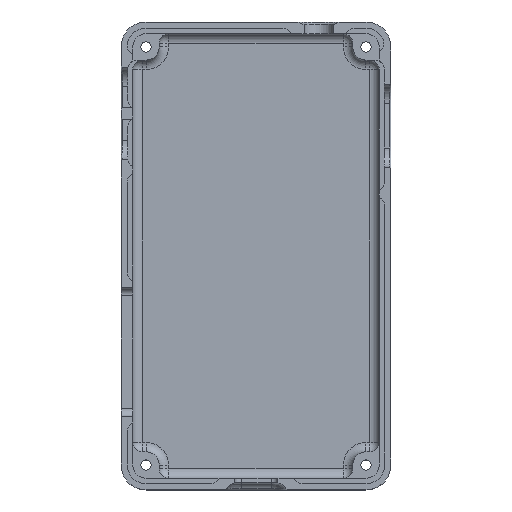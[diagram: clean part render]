
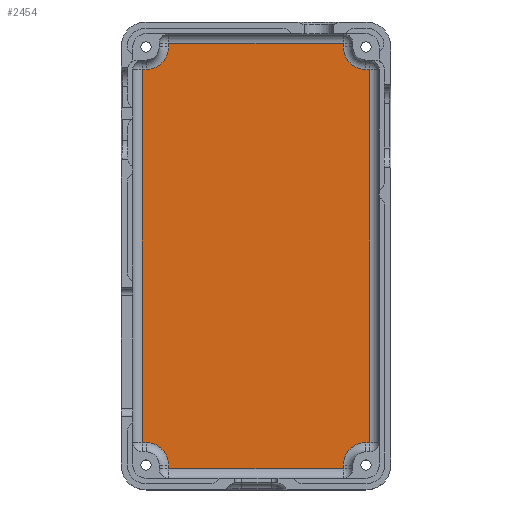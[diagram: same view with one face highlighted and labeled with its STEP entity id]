
A CAD part, top view. The second image highlights one B-rep face of the part: STEP entity #2454.
In plain terms, the highlighted planar face has unit normal (0, 0, 1).
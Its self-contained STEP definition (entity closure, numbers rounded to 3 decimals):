
#1232 = VERTEX_POINT('',#1233);
#1233 = CARTESIAN_POINT('',(18.6,45.275,-9.6));
#1240 = EDGE_CURVE('',#1232,#1241,#1243,.T.);
#1241 = VERTEX_POINT('',#1242);
#1242 = CARTESIAN_POINT('',(-18.6,45.275,-9.6));
#1243 = LINE('',#1244,#1245);
#1244 = CARTESIAN_POINT('',(18.6,45.275,-9.6));
#1245 = VECTOR('',#1246,1.);
#1246 = DIRECTION('',(-1.,0.,0.));
#2287 = VERTEX_POINT('',#2288);
#2288 = CARTESIAN_POINT('',(24.2,39.675,-9.6));
#2312 = VERTEX_POINT('',#2313);
#2313 = CARTESIAN_POINT('',(24.2,-39.675,-9.6));
#2320 = EDGE_CURVE('',#2312,#2287,#2321,.T.);
#2321 = LINE('',#2322,#2323);
#2322 = CARTESIAN_POINT('',(24.2,-39.675,-9.6));
#2323 = VECTOR('',#2324,1.);
#2324 = DIRECTION('',(0.,1.,0.));
#2454 = ADVANCED_FACE('',(#2455),#2571,.T.);
#2455 = FACE_BOUND('',#2456,.T.);
#2456 = EDGE_LOOP('',(#2457,#2458,#2466,#2475,#2483,#2491,#2499,#2508,
    #2516,#2524,#2532,#2541,#2547,#2548,#2556,#2565));
#2457 = ORIENTED_EDGE('',*,*,#1240,.T.);
#2458 = ORIENTED_EDGE('',*,*,#2459,.T.);
#2459 = EDGE_CURVE('',#1241,#2460,#2462,.T.);
#2460 = VERTEX_POINT('',#2461);
#2461 = CARTESIAN_POINT('',(-18.6,44.475,-9.6));
#2462 = LINE('',#2463,#2464);
#2463 = CARTESIAN_POINT('',(-18.6,45.275,-9.6));
#2464 = VECTOR('',#2465,1.);
#2465 = DIRECTION('',(-0.,-1.,-0.));
#2466 = ORIENTED_EDGE('',*,*,#2467,.T.);
#2467 = EDGE_CURVE('',#2460,#2468,#2470,.T.);
#2468 = VERTEX_POINT('',#2469);
#2469 = CARTESIAN_POINT('',(-23.4,39.675,-9.6));
#2470 = CIRCLE('',#2471,4.8);
#2471 = AXIS2_PLACEMENT_3D('',#2472,#2473,#2474);
#2472 = CARTESIAN_POINT('',(-23.4,44.475,-9.6));
#2473 = DIRECTION('',(0.,0.,-1.));
#2474 = DIRECTION('',(1.,0.,0.));
#2475 = ORIENTED_EDGE('',*,*,#2476,.T.);
#2476 = EDGE_CURVE('',#2468,#2477,#2479,.T.);
#2477 = VERTEX_POINT('',#2478);
#2478 = CARTESIAN_POINT('',(-24.2,39.675,-9.6));
#2479 = LINE('',#2480,#2481);
#2480 = CARTESIAN_POINT('',(-23.4,39.675,-9.6));
#2481 = VECTOR('',#2482,1.);
#2482 = DIRECTION('',(-1.,-0.,-0.));
#2483 = ORIENTED_EDGE('',*,*,#2484,.T.);
#2484 = EDGE_CURVE('',#2477,#2485,#2487,.T.);
#2485 = VERTEX_POINT('',#2486);
#2486 = CARTESIAN_POINT('',(-24.2,-39.675,-9.6));
#2487 = LINE('',#2488,#2489);
#2488 = CARTESIAN_POINT('',(-24.2,39.675,-9.6));
#2489 = VECTOR('',#2490,1.);
#2490 = DIRECTION('',(0.,-1.,0.));
#2491 = ORIENTED_EDGE('',*,*,#2492,.T.);
#2492 = EDGE_CURVE('',#2485,#2493,#2495,.T.);
#2493 = VERTEX_POINT('',#2494);
#2494 = CARTESIAN_POINT('',(-23.4,-39.675,-9.6));
#2495 = LINE('',#2496,#2497);
#2496 = CARTESIAN_POINT('',(-24.2,-39.675,-9.6));
#2497 = VECTOR('',#2498,1.);
#2498 = DIRECTION('',(1.,0.,0.));
#2499 = ORIENTED_EDGE('',*,*,#2500,.T.);
#2500 = EDGE_CURVE('',#2493,#2501,#2503,.T.);
#2501 = VERTEX_POINT('',#2502);
#2502 = CARTESIAN_POINT('',(-18.6,-44.475,-9.6));
#2503 = CIRCLE('',#2504,4.8);
#2504 = AXIS2_PLACEMENT_3D('',#2505,#2506,#2507);
#2505 = CARTESIAN_POINT('',(-23.4,-44.475,-9.6));
#2506 = DIRECTION('',(0.,0.,-1.));
#2507 = DIRECTION('',(0.,1.,0.));
#2508 = ORIENTED_EDGE('',*,*,#2509,.T.);
#2509 = EDGE_CURVE('',#2501,#2510,#2512,.T.);
#2510 = VERTEX_POINT('',#2511);
#2511 = CARTESIAN_POINT('',(-18.6,-45.275,-9.6));
#2512 = LINE('',#2513,#2514);
#2513 = CARTESIAN_POINT('',(-18.6,-44.475,-9.6));
#2514 = VECTOR('',#2515,1.);
#2515 = DIRECTION('',(-0.,-1.,-0.));
#2516 = ORIENTED_EDGE('',*,*,#2517,.T.);
#2517 = EDGE_CURVE('',#2510,#2518,#2520,.T.);
#2518 = VERTEX_POINT('',#2519);
#2519 = CARTESIAN_POINT('',(18.6,-45.275,-9.6));
#2520 = LINE('',#2521,#2522);
#2521 = CARTESIAN_POINT('',(-18.6,-45.275,-9.6));
#2522 = VECTOR('',#2523,1.);
#2523 = DIRECTION('',(1.,0.,0.));
#2524 = ORIENTED_EDGE('',*,*,#2525,.T.);
#2525 = EDGE_CURVE('',#2518,#2526,#2528,.T.);
#2526 = VERTEX_POINT('',#2527);
#2527 = CARTESIAN_POINT('',(18.6,-44.475,-9.6));
#2528 = LINE('',#2529,#2530);
#2529 = CARTESIAN_POINT('',(18.6,-45.275,-9.6));
#2530 = VECTOR('',#2531,1.);
#2531 = DIRECTION('',(0.,1.,0.));
#2532 = ORIENTED_EDGE('',*,*,#2533,.T.);
#2533 = EDGE_CURVE('',#2526,#2534,#2536,.T.);
#2534 = VERTEX_POINT('',#2535);
#2535 = CARTESIAN_POINT('',(23.4,-39.675,-9.6));
#2536 = CIRCLE('',#2537,4.8);
#2537 = AXIS2_PLACEMENT_3D('',#2538,#2539,#2540);
#2538 = CARTESIAN_POINT('',(23.4,-44.475,-9.6));
#2539 = DIRECTION('',(0.,0.,-1.));
#2540 = DIRECTION('',(-1.,0.,0.));
#2541 = ORIENTED_EDGE('',*,*,#2542,.T.);
#2542 = EDGE_CURVE('',#2534,#2312,#2543,.T.);
#2543 = LINE('',#2544,#2545);
#2544 = CARTESIAN_POINT('',(23.4,-39.675,-9.6));
#2545 = VECTOR('',#2546,1.);
#2546 = DIRECTION('',(1.,0.,0.));
#2547 = ORIENTED_EDGE('',*,*,#2320,.T.);
#2548 = ORIENTED_EDGE('',*,*,#2549,.T.);
#2549 = EDGE_CURVE('',#2287,#2550,#2552,.T.);
#2550 = VERTEX_POINT('',#2551);
#2551 = CARTESIAN_POINT('',(23.4,39.675,-9.6));
#2552 = LINE('',#2553,#2554);
#2553 = CARTESIAN_POINT('',(24.2,39.675,-9.6));
#2554 = VECTOR('',#2555,1.);
#2555 = DIRECTION('',(-1.,-0.,-0.));
#2556 = ORIENTED_EDGE('',*,*,#2557,.T.);
#2557 = EDGE_CURVE('',#2550,#2558,#2560,.T.);
#2558 = VERTEX_POINT('',#2559);
#2559 = CARTESIAN_POINT('',(18.6,44.475,-9.6));
#2560 = CIRCLE('',#2561,4.8);
#2561 = AXIS2_PLACEMENT_3D('',#2562,#2563,#2564);
#2562 = CARTESIAN_POINT('',(23.4,44.475,-9.6));
#2563 = DIRECTION('',(0.,0.,-1.));
#2564 = DIRECTION('',(0.,-1.,0.));
#2565 = ORIENTED_EDGE('',*,*,#2566,.T.);
#2566 = EDGE_CURVE('',#2558,#1232,#2567,.T.);
#2567 = LINE('',#2568,#2569);
#2568 = CARTESIAN_POINT('',(18.6,44.475,-9.6));
#2569 = VECTOR('',#2570,1.);
#2570 = DIRECTION('',(0.,1.,0.));
#2571 = PLANE('',#2572);
#2572 = AXIS2_PLACEMENT_3D('',#2573,#2574,#2575);
#2573 = CARTESIAN_POINT('',(0.,0.,-9.6));
#2574 = DIRECTION('',(0.,0.,1.));
#2575 = DIRECTION('',(1.,0.,0.));
